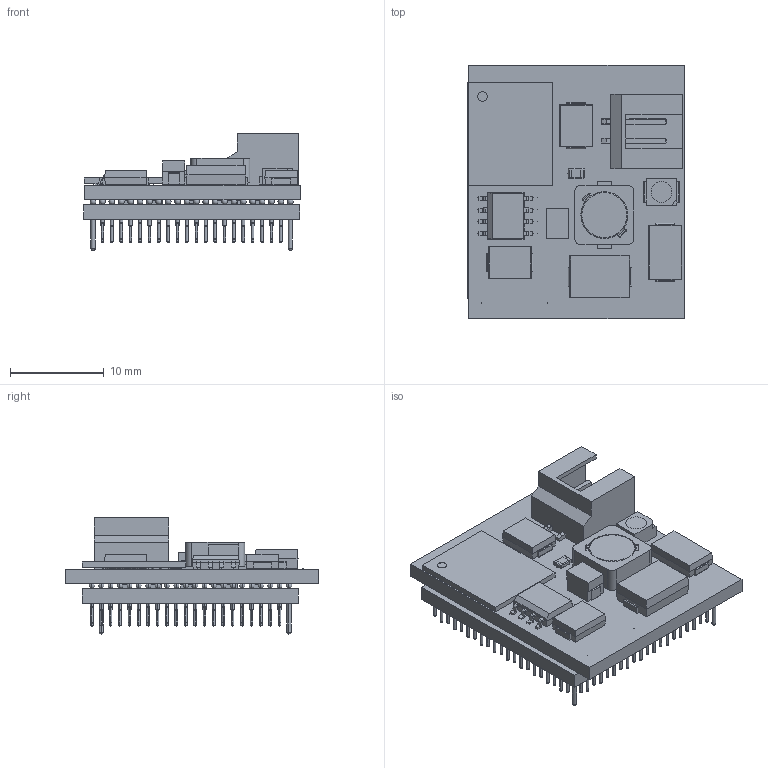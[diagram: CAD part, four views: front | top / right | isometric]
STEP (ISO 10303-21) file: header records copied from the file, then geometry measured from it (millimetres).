
FILE_DESCRIPTION((''),'2;1');
FILE_NAME('LFVCALSRAM2.stp','2014-08-15T10:01:12',(''),(''),'Mechanical Desktop 2011','Mechanical Desktop 2011',', , ');
FILE_SCHEMA(('CONFIG_CONTROL_DESIGN'));
Length unit declared in the file: millimetre
Products named in the file (34): Product; CDC 1285 PCB; ROUND_55; SQUARE_130; ROUND_132; SQUARE_2; SQUARE_48; SQUARE_50; SQUARE_23; SQUARE_78; SQUARE_115; SQUARE_128; SQUARE_129; SQUARE_131; ROUND_133; ROUND_136; ROUND_137; A$C06F03D8F; ROUND_9; ROUND_25; ROUND_122; ROUND_124; A$C42187381; ROUND_1; ROUND_142; AI 8400; Terminal 7654-1G_3G$0$Solder Ball; 1669-1g; S2B-PH-SM4-TB(LF)(SN) Connector; STG3157CTR; BAT54-7-F; RC0402JR-0710KL; GRM188R71H104KA93D; C0603C103K5RACTU
Assembly tree (2223 placements, depth 4):
  Product
    CDC 1285 PCB
      ROUND_55  x6
      SQUARE_130  x2
      ROUND_132  x6
      SQUARE_2  x4
      SQUARE_48  x12
      SQUARE_50  x32
      SQUARE_23  x4
      SQUARE_78  x3
      SQUARE_115  x4
      SQUARE_128  x4
      SQUARE_129  x8
      SQUARE_131  x4
      ROUND_133  x414
      ROUND_136  x12
      ROUND_137  x6
      A$C06F03D8F
        ROUND_9  x136
        ROUND_25  x536
        ROUND_122  x578
        ROUND_124  x37
      A$C42187381
        ROUND_1  x11
        ROUND_122  x127
        ROUND_142  x91
        ROUND_9  x12
    AI 8400
      Terminal 7654-1G_3G$0$Solder Ball  x156
      1669-1g  x3
    S2B-PH-SM4-TB(LF)(SN) Connector
    STG3157CTR
    BAT54-7-F
    RC0402JR-0710KL  x2
    GRM188R71H104KA93D  x4
    C0603C103K5RACTU  x2
Bounding box: 23.08 x 27 x 12.45 mm (x, y, z)
Volume: 1911.1 mm3; surface area: 4255.9 mm2
Topology: 448 solids, 448 shells, 2727 faces, 10754 edges, 11543 vertices
Faces by surface type: cylinder 754, sphere 736, plane 700, cone 314, bspline 215, torus 8
Entity records: 83102 total; most frequent: DIRECTION 16369, CARTESIAN_POINT 15385, ORIENTED_EDGE 8556, AXIS2_PLACEMENT_3D 6347, EDGE_CURVE 4278, VECTOR 3675, LINE 3675, VERTEX_POINT 2592
